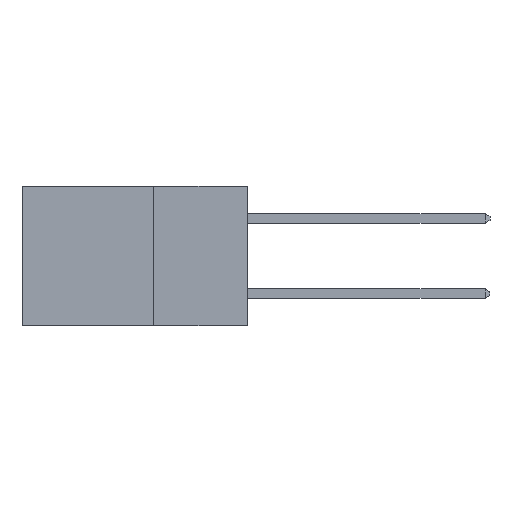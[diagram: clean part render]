
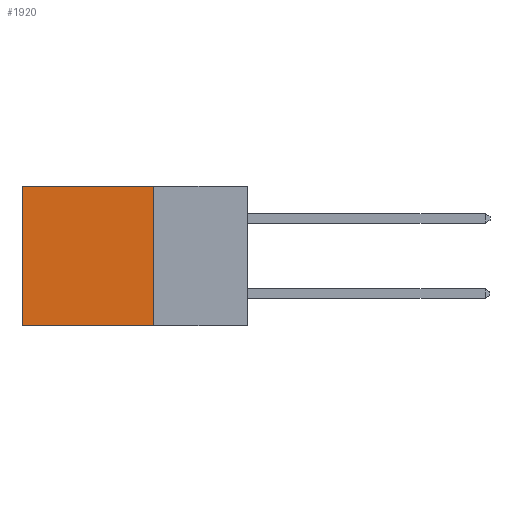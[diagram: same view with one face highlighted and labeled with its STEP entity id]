
A CAD part, left-side view. The second image highlights one B-rep face of the part: STEP entity #1920.
In plain terms, the highlighted planar face has unit normal (-1, 0, 0).
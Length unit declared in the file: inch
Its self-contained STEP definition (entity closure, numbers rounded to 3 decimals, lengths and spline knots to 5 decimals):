
#146 = EDGE_LOOP ( 'NONE', ( #8259, #7282, #10377, #4278 ) ) ;
#456 = LINE ( 'NONE', #1607, #10261 ) ;
#858 = CARTESIAN_POINT ( 'NONE',  ( 0.298, 0.25, -0.37 ) ) ;
#1191 = CARTESIAN_POINT ( 'NONE',  ( 0.298, 0.6, -0.37 ) ) ;
#1607 = CARTESIAN_POINT ( 'NONE',  ( 0.298, 0.25, -0.37 ) ) ;
#1806 = EDGE_CURVE ( 'NONE', #4351, #11915, #13097, .T. ) ;
#1920 = ADVANCED_FACE ( 'NONE', ( #14484 ), #13295, .F. ) ;
#2606 = VECTOR ( 'NONE', #2766, 39.37008 ) ;
#2755 = EDGE_CURVE ( 'NONE', #2786, #7765, #6059, .T. ) ;
#2766 = DIRECTION ( 'NONE',  ( 0., 0., -1. ) ) ;
#2786 = VERTEX_POINT ( 'NONE', #7689 ) ;
#3072 = LINE ( 'NONE', #9999, #15978 ) ;
#3193 = CARTESIAN_POINT ( 'NONE',  ( 0.298, 0.25, 0. ) ) ;
#4278 = ORIENTED_EDGE ( 'NONE', *, *, #7685, .T. ) ;
#4351 = VERTEX_POINT ( 'NONE', #3193 ) ;
#5515 = EDGE_CURVE ( 'NONE', #11915, #7765, #456, .T. ) ;
#5574 = DIRECTION ( 'NONE',  ( 0., 1., 0. ) ) ;
#6059 = LINE ( 'NONE', #15300, #2606 ) ;
#6753 = AXIS2_PLACEMENT_3D ( 'NONE', #13335, #13785, #14244 ) ;
#7282 = ORIENTED_EDGE ( 'NONE', *, *, #5515, .F. ) ;
#7685 = EDGE_CURVE ( 'NONE', #4351, #2786, #3072, .T. ) ;
#7689 = CARTESIAN_POINT ( 'NONE',  ( 0.298, 0.6, 0. ) ) ;
#7765 = VERTEX_POINT ( 'NONE', #1191 ) ;
#8259 = ORIENTED_EDGE ( 'NONE', *, *, #2755, .T. ) ;
#9598 = CARTESIAN_POINT ( 'NONE',  ( 0.298, 0.25, 0. ) ) ;
#9999 = CARTESIAN_POINT ( 'NONE',  ( 0.298, 0.25, 0. ) ) ;
#10261 = VECTOR ( 'NONE', #5574, 39.37008 ) ;
#10377 = ORIENTED_EDGE ( 'NONE', *, *, #1806, .F. ) ;
#11230 = DIRECTION ( 'NONE',  ( 0., 1., 0. ) ) ;
#11915 = VERTEX_POINT ( 'NONE', #858 ) ;
#13097 = LINE ( 'NONE', #9598, #15958 ) ;
#13144 = DIRECTION ( 'NONE',  ( 0., 0., -1. ) ) ;
#13295 = PLANE ( 'NONE',  #6753 ) ;
#13335 = CARTESIAN_POINT ( 'NONE',  ( 0.298, 0.25, 0. ) ) ;
#13785 = DIRECTION ( 'NONE',  ( 1., 0., 0. ) ) ;
#14244 = DIRECTION ( 'NONE',  ( 0., 0., -1. ) ) ;
#14484 = FACE_OUTER_BOUND ( 'NONE', #146, .T. ) ;
#15300 = CARTESIAN_POINT ( 'NONE',  ( 0.298, 0.6, 0. ) ) ;
#15958 = VECTOR ( 'NONE', #13144, 39.37008 ) ;
#15978 = VECTOR ( 'NONE', #11230, 39.37008 ) ;
